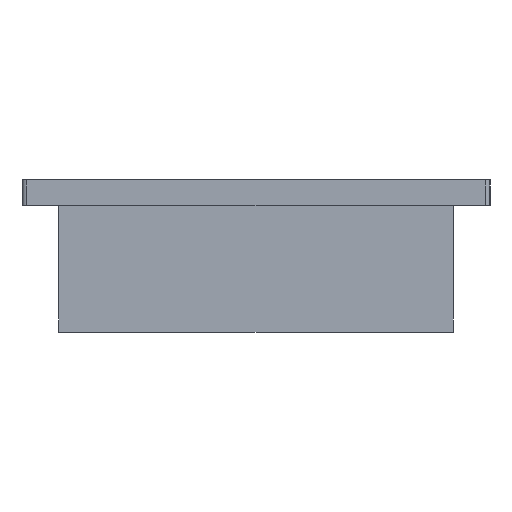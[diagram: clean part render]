
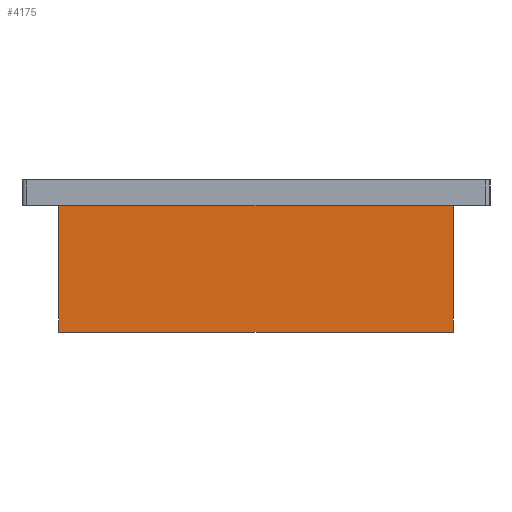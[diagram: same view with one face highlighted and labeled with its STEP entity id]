
A CAD part, left-side view. The second image highlights one B-rep face of the part: STEP entity #4175.
In plain terms, the highlighted planar face has unit normal (-1, 0, 0).
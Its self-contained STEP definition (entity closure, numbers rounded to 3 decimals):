
#4112=CARTESIAN_POINT('',(0.0,-42.75,27.5));
#4113=VERTEX_POINT('',#4112);
#4120=CARTESIAN_POINT('',(0.0,-42.75,0.0));
#4121=VERTEX_POINT('',#4120);
#4122=CARTESIAN_POINT('',(0.0,-42.75,0.0));
#4123=DIRECTION('',(0.0,0.0,1.0));
#4124=VECTOR('',#4123,27.5);
#4125=LINE('',#4122,#4124);
#4126=EDGE_CURVE('',#4121,#4113,#4125,.T.);
#4145=CARTESIAN_POINT('',(0.0,-42.75,0.0));
#4146=DIRECTION('',(-1.0,0.0,0.0));
#4147=DIRECTION('',(0.0,0.0,1.0));
#4148=AXIS2_PLACEMENT_3D('',#4145,#4146,#4147);
#4149=PLANE('',#4148);
#4150=CARTESIAN_POINT('',(0.0,42.75,27.5));
#4151=VERTEX_POINT('',#4150);
#4152=CARTESIAN_POINT('',(0.0,-42.75,27.5));
#4153=DIRECTION('',(0.0,1.0,0.0));
#4154=VECTOR('',#4153,85.5);
#4155=LINE('',#4152,#4154);
#4156=EDGE_CURVE('',#4113,#4151,#4155,.T.);
#4157=ORIENTED_EDGE('',*,*,#4156,.T.);
#4158=CARTESIAN_POINT('',(0.0,42.75,0.0));
#4159=VERTEX_POINT('',#4158);
#4160=CARTESIAN_POINT('',(0.0,42.75,0.0));
#4161=DIRECTION('',(0.0,0.0,1.0));
#4162=VECTOR('',#4161,27.5);
#4163=LINE('',#4160,#4162);
#4164=EDGE_CURVE('',#4159,#4151,#4163,.T.);
#4165=ORIENTED_EDGE('',*,*,#4164,.F.);
#4166=CARTESIAN_POINT('',(0.0,42.75,0.0));
#4167=DIRECTION('',(0.0,-1.0,0.0));
#4168=VECTOR('',#4167,85.5);
#4169=LINE('',#4166,#4168);
#4170=EDGE_CURVE('',#4159,#4121,#4169,.T.);
#4171=ORIENTED_EDGE('',*,*,#4170,.T.);
#4172=ORIENTED_EDGE('',*,*,#4126,.T.);
#4173=EDGE_LOOP('',(#4157,#4165,#4171,#4172));
#4174=FACE_OUTER_BOUND('',#4173,.T.);
#4175=ADVANCED_FACE('',(#4174),#4149,.T.);
